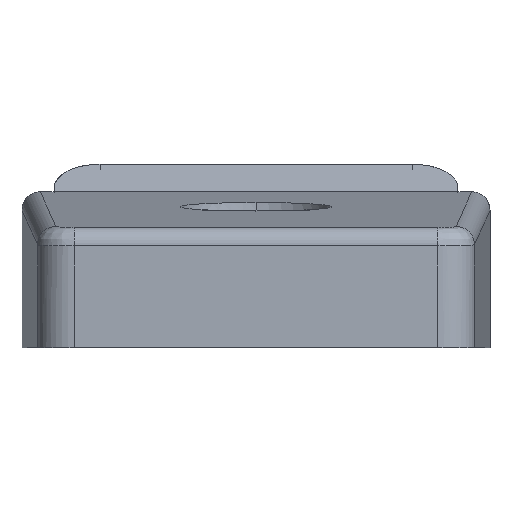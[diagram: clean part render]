
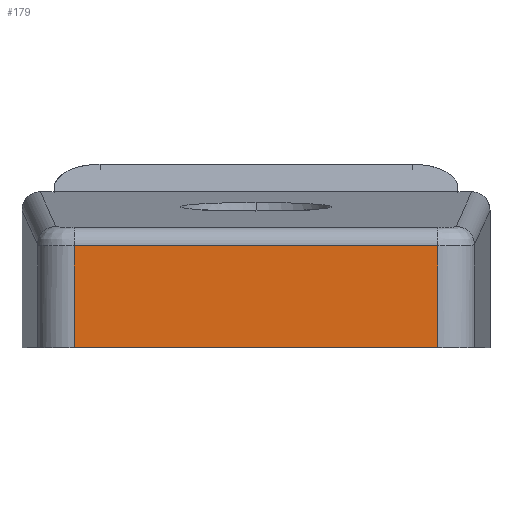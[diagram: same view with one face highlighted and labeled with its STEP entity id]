
A CAD part, left-side view. The second image highlights one B-rep face of the part: STEP entity #179.
In plain terms, the highlighted face is planar.
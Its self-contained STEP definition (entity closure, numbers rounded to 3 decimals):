
#179=ADVANCED_FACE('',(#449),#448,.T.);
#448=PLANE('',#1194);
#449=FACE_OUTER_BOUND('',#1195,.T.);
#1191=CARTESIAN_POINT('',(97.,-11.887,-0.555));
#1192=DIRECTION('',(1.,0.,0.));
#1193=DIRECTION('',(0.,1.,0.));
#1194=AXIS2_PLACEMENT_3D('',#1191,#1192,#1193);
#1195=EDGE_LOOP('',(#1639,#1640,#1641,#1642));
#1639=ORIENTED_EDGE('',*,*,#1933,.F.);
#1640=ORIENTED_EDGE('',*,*,#2001,.T.);
#1641=ORIENTED_EDGE('',*,*,#2000,.T.);
#1642=ORIENTED_EDGE('',*,*,#1946,.F.);
#1933=EDGE_CURVE('',#2130,#2164,#2165,.T.);
#1946=EDGE_CURVE('',#2164,#2252,#2253,.T.);
#2000=EDGE_CURVE('',#2598,#2252,#2611,.T.);
#2001=EDGE_CURVE('',#2130,#2598,#2617,.T.);
#2130=VERTEX_POINT('',#3465);
#2164=VERTEX_POINT('',#3486);
#2165=LINE('',#3487,#3488);
#2252=VERTEX_POINT('',#3536);
#2253=LINE('',#3537,#3538);
#2598=VERTEX_POINT('',#3736);
#2611=LINE('',#3744,#3745);
#2617=LINE('',#3747,#3748);
#3465=CARTESIAN_POINT('',(97.,9.906,5.555));
#3486=CARTESIAN_POINT('',(97.,9.906,0.));
#3487=CARTESIAN_POINT('',(97.,9.906,5.555));
#3488=VECTOR('',#3489,5.555);
#3489=DIRECTION('',(0.,0.,-1.));
#3536=CARTESIAN_POINT('',(97.,-9.906,0.));
#3537=CARTESIAN_POINT('',(97.,9.906,0.));
#3538=VECTOR('',#3539,19.811);
#3539=DIRECTION('',(0.,-1.,0.));
#3736=CARTESIAN_POINT('',(97.,-9.906,5.555));
#3744=CARTESIAN_POINT('',(97.,-9.906,5.555));
#3745=VECTOR('',#3746,5.555);
#3746=DIRECTION('',(0.,0.,-1.));
#3747=CARTESIAN_POINT('',(97.,9.906,5.555));
#3748=VECTOR('',#3749,19.811);
#3749=DIRECTION('',(0.,-1.,0.));
